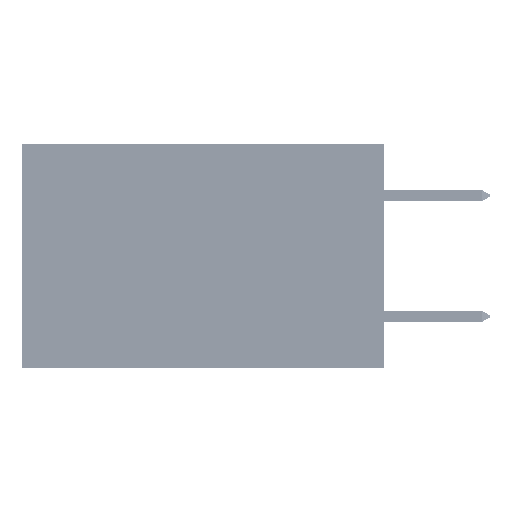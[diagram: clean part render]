
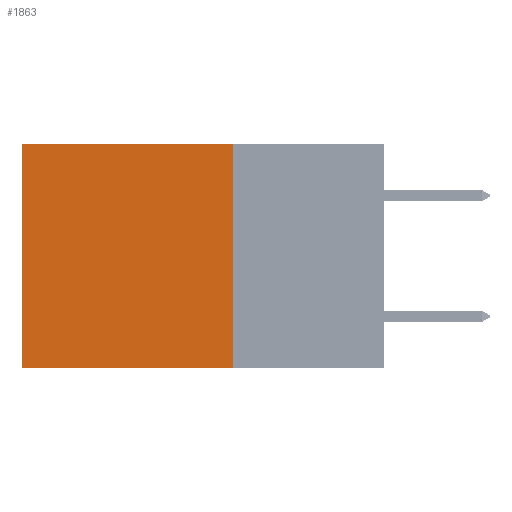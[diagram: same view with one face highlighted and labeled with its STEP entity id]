
A CAD part, left-side view. The second image highlights one B-rep face of the part: STEP entity #1863.
In plain terms, the highlighted planar face has unit normal (-1, 0, 0).
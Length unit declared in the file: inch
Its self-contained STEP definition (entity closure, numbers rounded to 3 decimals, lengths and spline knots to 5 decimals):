
#55 = CARTESIAN_POINT ( 'NONE',  ( 0.2875, 0.6, 0. ) ) ;
#258 = CARTESIAN_POINT ( 'NONE',  ( 0.2875, 0.25, 0. ) ) ;
#674 = CARTESIAN_POINT ( 'NONE',  ( 0.2875, 0.25, -0.37 ) ) ;
#1488 = VERTEX_POINT ( 'NONE', #674 ) ;
#1863 = ADVANCED_FACE ( 'NONE', ( #45255 ), #17123, .F. ) ;
#2061 = LINE ( 'NONE', #258, #30872 ) ;
#2537 = CARTESIAN_POINT ( 'NONE',  ( 0.2875, 0.6, 0. ) ) ;
#3494 = CARTESIAN_POINT ( 'NONE',  ( 0.2875, 0.25, 0. ) ) ;
#3773 = EDGE_CURVE ( 'NONE', #11442, #30280, #17705, .T. ) ;
#3971 = CARTESIAN_POINT ( 'NONE',  ( 0.2875, 0.25, 0. ) ) ;
#7147 = DIRECTION ( 'NONE',  ( 0., 0., -1. ) ) ;
#11442 = VERTEX_POINT ( 'NONE', #55 ) ;
#12051 = ORIENTED_EDGE ( 'NONE', *, *, #3773, .T. ) ;
#13756 = EDGE_CURVE ( 'NONE', #37147, #11442, #2061, .T. ) ;
#13875 = VECTOR ( 'NONE', #34899, 39.37008 ) ;
#15023 = LINE ( 'NONE', #24079, #13875 ) ;
#17123 = PLANE ( 'NONE',  #42991 ) ;
#17705 = LINE ( 'NONE', #2537, #46321 ) ;
#19291 = EDGE_LOOP ( 'NONE', ( #12051, #31547, #26914, #32046 ) ) ;
#20802 = DIRECTION ( 'NONE',  ( 1., 0., 0. ) ) ;
#24079 = CARTESIAN_POINT ( 'NONE',  ( 0.2875, 0.25, -0.37 ) ) ;
#26914 = ORIENTED_EDGE ( 'NONE', *, *, #37068, .F. ) ;
#27820 = DIRECTION ( 'NONE',  ( 0., 0., -1. ) ) ;
#29019 = DIRECTION ( 'NONE',  ( 0., 1., 0. ) ) ;
#30280 = VERTEX_POINT ( 'NONE', #41065 ) ;
#30872 = VECTOR ( 'NONE', #29019, 39.37008 ) ;
#31547 = ORIENTED_EDGE ( 'NONE', *, *, #37530, .F. ) ;
#32046 = ORIENTED_EDGE ( 'NONE', *, *, #13756, .T. ) ;
#33579 = LINE ( 'NONE', #3494, #45348 ) ;
#34899 = DIRECTION ( 'NONE',  ( 0., 1., 0. ) ) ;
#37068 = EDGE_CURVE ( 'NONE', #37147, #1488, #33579, .T. ) ;
#37147 = VERTEX_POINT ( 'NONE', #3971 ) ;
#37530 = EDGE_CURVE ( 'NONE', #1488, #30280, #15023, .T. ) ;
#38740 = CARTESIAN_POINT ( 'NONE',  ( 0.2875, 0.25, 0. ) ) ;
#41065 = CARTESIAN_POINT ( 'NONE',  ( 0.2875, 0.6, -0.37 ) ) ;
#42991 = AXIS2_PLACEMENT_3D ( 'NONE', #38740, #20802, #45851 ) ;
#45255 = FACE_OUTER_BOUND ( 'NONE', #19291, .T. ) ;
#45348 = VECTOR ( 'NONE', #7147, 39.37008 ) ;
#45851 = DIRECTION ( 'NONE',  ( 0., 0., -1. ) ) ;
#46321 = VECTOR ( 'NONE', #27820, 39.37008 ) ;
